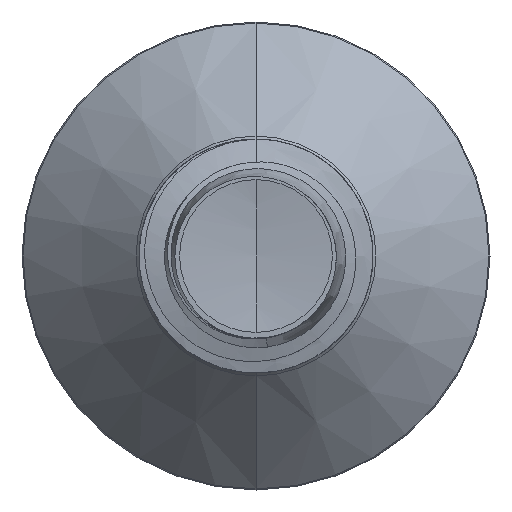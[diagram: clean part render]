
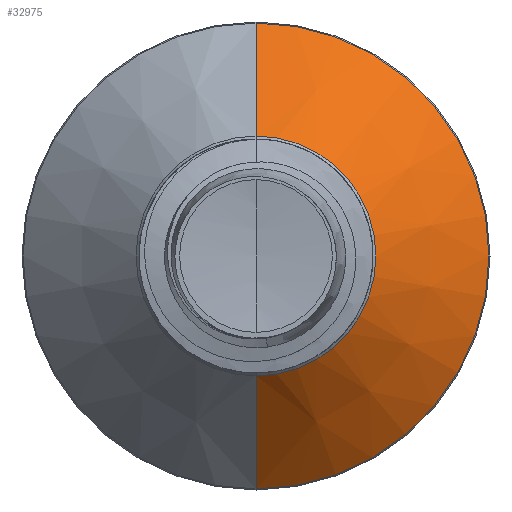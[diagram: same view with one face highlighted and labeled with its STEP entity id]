
A CAD part, front view. The second image highlights one B-rep face of the part: STEP entity #32975.
In plain terms, the highlighted conical face has half-angle 45 degrees and reference radius 2.563 mm.
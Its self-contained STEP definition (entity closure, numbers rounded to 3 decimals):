
#1950 = CARTESIAN_POINT ( 'NONE',  ( 0., 14.313, 0. ) ) ;
#3815 = EDGE_LOOP ( 'NONE', ( #6574, #26410, #13588, #16639 ) ) ;
#4645 = DIRECTION ( 'NONE',  ( 0., 1., 0. ) ) ;
#4807 = DIRECTION ( 'NONE',  ( 0., 0., 1. ) ) ;
#5284 = VERTEX_POINT ( 'NONE', #24622 ) ;
#5288 = EDGE_CURVE ( 'NONE', #10320, #33642, #6669, .T. ) ;
#5359 = EDGE_CURVE ( 'NONE', #5284, #8655, #7553, .T. ) ;
#5818 = VECTOR ( 'NONE', #32853, 1000. ) ;
#5957 = VECTOR ( 'NONE', #27726, 1000. ) ;
#6574 = ORIENTED_EDGE ( 'NONE', *, *, #26157, .T. ) ;
#6669 = LINE ( 'NONE', #8158, #5818 ) ;
#7553 = LINE ( 'NONE', #13756, #5957 ) ;
#7718 = EDGE_CURVE ( 'NONE', #8655, #33642, #18808, .T. ) ;
#8158 = CARTESIAN_POINT ( 'NONE',  ( 0., 14.313, -2.563 ) ) ;
#8655 = VERTEX_POINT ( 'NONE', #8720 ) ;
#8720 = CARTESIAN_POINT ( 'NONE',  ( 0., 16.728, 4.978 ) ) ;
#10320 = VERTEX_POINT ( 'NONE', #14738 ) ;
#13255 = CARTESIAN_POINT ( 'NONE',  ( 0., 16.728, 0. ) ) ;
#13502 = FACE_OUTER_BOUND ( 'NONE', #3815, .T. ) ;
#13588 = ORIENTED_EDGE ( 'NONE', *, *, #7718, .F. ) ;
#13756 = CARTESIAN_POINT ( 'NONE',  ( 0., 14.313, 2.563 ) ) ;
#14738 = CARTESIAN_POINT ( 'NONE',  ( 0., 14.313, -2.563 ) ) ;
#15654 = AXIS2_PLACEMENT_3D ( 'NONE', #13255, #32354, #16010 ) ;
#16010 = DIRECTION ( 'NONE',  ( 0., 0., 1. ) ) ;
#16320 = CARTESIAN_POINT ( 'NONE',  ( 0., 16.728, -4.978 ) ) ;
#16639 = ORIENTED_EDGE ( 'NONE', *, *, #5359, .F. ) ;
#18673 = AXIS2_PLACEMENT_3D ( 'NONE', #1950, #21354, #4807 ) ;
#18808 = CIRCLE ( 'NONE', #15654, 4.978 ) ;
#19890 = CONICAL_SURFACE ( 'NONE', #29321, 2.563, 0.785 ) ;
#21199 = CARTESIAN_POINT ( 'NONE',  ( 0., 14.313, 0. ) ) ;
#21354 = DIRECTION ( 'NONE',  ( 0., 1., 0. ) ) ;
#23943 = DIRECTION ( 'NONE',  ( 0., 0., 1. ) ) ;
#24622 = CARTESIAN_POINT ( 'NONE',  ( 0., 14.313, 2.563 ) ) ;
#26157 = EDGE_CURVE ( 'NONE', #5284, #10320, #26759, .T. ) ;
#26410 = ORIENTED_EDGE ( 'NONE', *, *, #5288, .T. ) ;
#26759 = CIRCLE ( 'NONE', #18673, 2.563 ) ;
#27726 = DIRECTION ( 'NONE',  ( 0., 0.707, 0.707 ) ) ;
#29321 = AXIS2_PLACEMENT_3D ( 'NONE', #21199, #4645, #23943 ) ;
#32354 = DIRECTION ( 'NONE',  ( 0., 1., 0. ) ) ;
#32853 = DIRECTION ( 'NONE',  ( 0., 0.707, -0.707 ) ) ;
#32975 = ADVANCED_FACE ( 'NONE', ( #13502 ), #19890, .T. ) ;
#33642 = VERTEX_POINT ( 'NONE', #16320 ) ;
